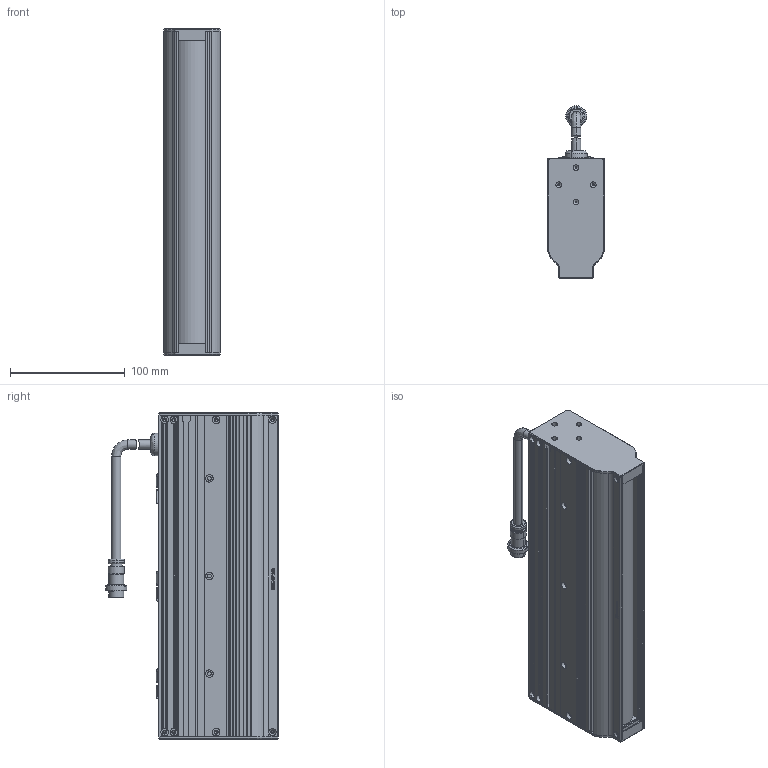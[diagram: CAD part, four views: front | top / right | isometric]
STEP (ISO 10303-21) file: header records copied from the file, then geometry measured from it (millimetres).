
FILE_DESCRIPTION (( 'STEP AP214' ), '1' );
FILE_NAME ('661301-W.STEP', '2019-03-27T02:33:07', ( '' ), ( '' ), 'SwSTEP 2.0', 'SolidWorks 2016', '' );
FILE_SCHEMA (( 'AUTOMOTIVE_DESIGN' ));
Length unit declared in the file: millimetre
Products named in the file (1): 661301-W
Bounding box: 49 x 150.2 x 284 mm (x, y, z)
Volume: 800872.1 mm3; surface area: 379288.4 mm2
Topology: 31 solids, 31 shells, 2506 faces, 6565 edges, 4136 vertices
Faces by surface type: plane 981, cylinder 776, bspline 609, cone 140
Entity records: 118099 total; most frequent: CARTESIAN_POINT 31581, ORIENTED_EDGE 12970, DIRECTION 11929, EDGE_CURVE 6485, AXIS2_PLACEMENT_3D 4408, VERTEX_POINT 4136, VECTOR 3113, LINE 3113
